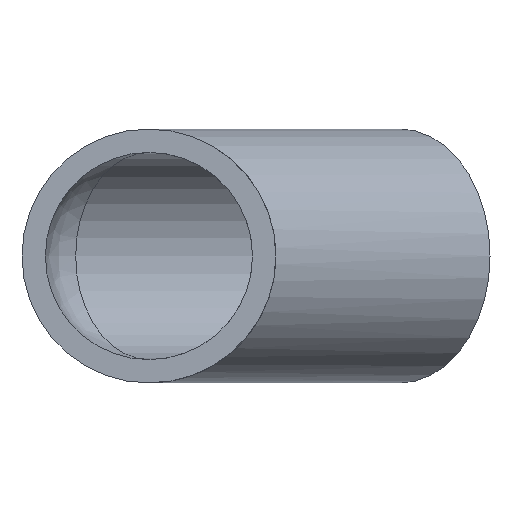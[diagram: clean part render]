
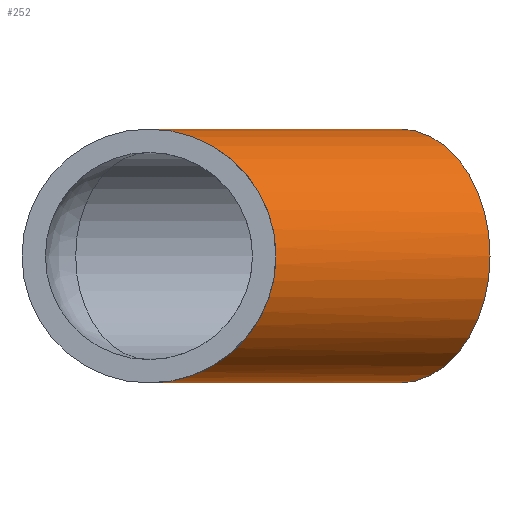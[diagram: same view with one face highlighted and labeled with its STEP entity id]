
A CAD part, left-side view. The second image highlights one B-rep face of the part: STEP entity #252.
In plain terms, the highlighted cylindrical face has radius 25 mm (diameter 50 mm), a full revolution.
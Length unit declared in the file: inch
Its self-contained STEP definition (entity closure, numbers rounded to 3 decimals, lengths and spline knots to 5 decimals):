
#1 = FACE_OUTER_BOUND ( 'NONE', #266, .T. ) ;
#13 = CIRCLE ( 'NONE', #213, 0.98425 ) ;
#17 = FACE_OUTER_BOUND ( 'NONE', #102, .T. ) ;
#28 = ORIENTED_EDGE ( 'NONE', *, *, #33, .T. ) ;
#33 = EDGE_CURVE ( 'NONE', #80, #80, #171, .T. ) ;
#45 = CARTESIAN_POINT ( 'NONE',  ( 2.75591, 0., 0.98425 ) ) ;
#54 = CARTESIAN_POINT ( 'NONE',  ( 1.94052, -1.9685, 0.98425 ) ) ;
#64 = EDGE_CURVE ( 'NONE', #224, #248, #157, .T. ) ;
#80 = VERTEX_POINT ( 'NONE', #276 ) ;
#97 = DIRECTION ( 'NONE',  ( 0.707, 0.707, 0. ) ) ;
#99 = CARTESIAN_POINT ( 'NONE',  ( 1.94052, -1.9685, -0.98425 ) ) ;
#102 = EDGE_LOOP ( 'NONE', ( #28 ) ) ;
#124 = CARTESIAN_POINT ( 'NONE',  ( 2.75591, 0., -0.98425 ) ) ;
#150 = DIRECTION ( 'NONE',  ( -0.707, 0.707, 0. ) ) ;
#155 = CARTESIAN_POINT ( 'NONE',  ( 2.75591, 0., -0.98425 ) ) ;
#157 =( BOUNDED_CURVE ( )  B_SPLINE_CURVE ( 3, ( #45, #54, #99, #155 ),
 .UNSPECIFIED., .F., .T. ) 
 B_SPLINE_CURVE_WITH_KNOTS ( ( 4, 4 ),
 ( 1.5708, 4.71239 ),
 .UNSPECIFIED. ) 
 CURVE ( )  GEOMETRIC_REPRESENTATION_ITEM ( )  RATIONAL_B_SPLINE_CURVE ( ( 1., 0.333, 0.333, 1. ) ) 
 REPRESENTATION_ITEM ( '' )  );
#171 = CIRCLE ( 'NONE', #303, 0.98425 ) ;
#202 = CARTESIAN_POINT ( 'NONE',  ( 2.75591, 0., 0.98425 ) ) ;
#203 = DIRECTION ( 'NONE',  ( 0.707, -0.707, 0. ) ) ;
#204 = DIRECTION ( 'NONE',  ( 0.707, 0.707, 0. ) ) ;
#213 = AXIS2_PLACEMENT_3D ( 'NONE', #301, #203, #204 ) ;
#215 = DIRECTION ( 'NONE',  ( 0.707, -0.707, 0. ) ) ;
#221 = CYLINDRICAL_SURFACE ( 'NONE', #279, 0.98425 ) ;
#224 = VERTEX_POINT ( 'NONE', #202 ) ;
#233 = EDGE_CURVE ( 'NONE', #248, #224, #13, .T. ) ;
#236 = ORIENTED_EDGE ( 'NONE', *, *, #233, .T. ) ;
#240 = CARTESIAN_POINT ( 'NONE',  ( 3.73027, -0.97436, 0. ) ) ;
#245 = DIRECTION ( 'NONE',  ( 0.707, 0.707, 0. ) ) ;
#248 = VERTEX_POINT ( 'NONE', #124 ) ;
#252 = ADVANCED_FACE ( 'NONE', ( #17, #1 ), #221, .T. ) ;
#266 = EDGE_LOOP ( 'NONE', ( #310, #236 ) ) ;
#276 = CARTESIAN_POINT ( 'NONE',  ( 5.4006, -1.25275, 0. ) ) ;
#279 = AXIS2_PLACEMENT_3D ( 'NONE', #240, #215, #245 ) ;
#295 = CARTESIAN_POINT ( 'NONE',  ( 4.70462, -1.94872, 0. ) ) ;
#301 = CARTESIAN_POINT ( 'NONE',  ( 2.75591, 0., 0. ) ) ;
#303 = AXIS2_PLACEMENT_3D ( 'NONE', #295, #150, #97 ) ;
#310 = ORIENTED_EDGE ( 'NONE', *, *, #64, .T. ) ;
